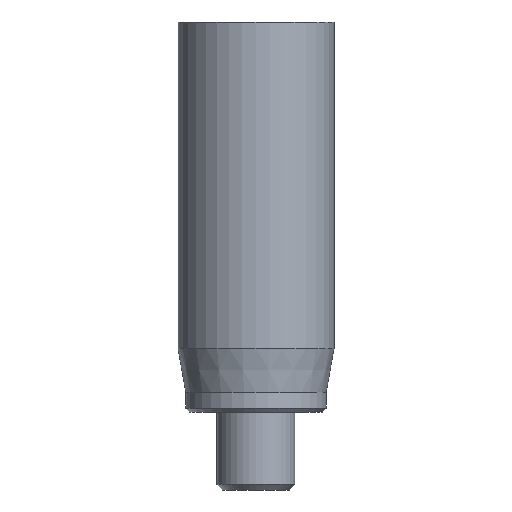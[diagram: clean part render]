
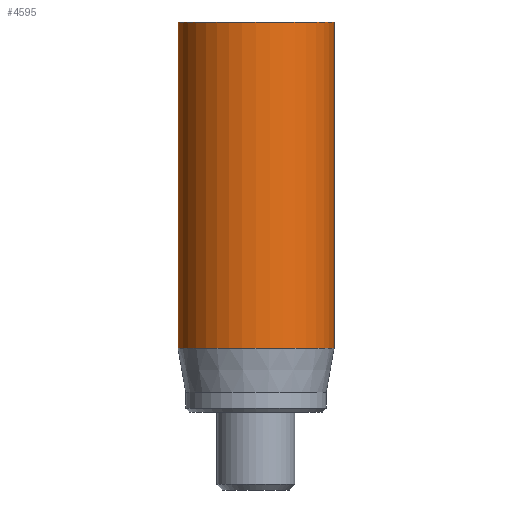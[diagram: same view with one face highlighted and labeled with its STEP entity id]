
A CAD part, front view. The second image highlights one B-rep face of the part: STEP entity #4595.
In plain terms, the highlighted cylindrical face has radius 4 mm (diameter 8 mm), a full revolution.
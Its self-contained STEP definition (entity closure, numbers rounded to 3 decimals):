
#40=CYLINDRICAL_SURFACE('',#4773,4.);
#58=CIRCLE('',#4739,4.);
#74=CIRCLE('',#4771,4.);
#75=CIRCLE('',#4772,4.);
#414=FACE_OUTER_BOUND('',#691,.T.);
#691=EDGE_LOOP('',(#4065,#4066,#4067,#4068,#4069));
#989=LINE('',#9097,#1291);
#1291=VECTOR('',#5255,4.);
#2071=VERTEX_POINT('',#9035);
#2087=VERTEX_POINT('',#9091);
#2088=VERTEX_POINT('',#9092);
#2730=EDGE_CURVE('',#2071,#2071,#58,.T.);
#2754=EDGE_CURVE('',#2087,#2088,#74,.T.);
#2755=EDGE_CURVE('',#2088,#2087,#75,.T.);
#2757=EDGE_CURVE('',#2071,#2087,#989,.T.);
#4065=ORIENTED_EDGE('',*,*,#2730,.T.);
#4066=ORIENTED_EDGE('',*,*,#2757,.T.);
#4067=ORIENTED_EDGE('',*,*,#2754,.T.);
#4068=ORIENTED_EDGE('',*,*,#2755,.T.);
#4069=ORIENTED_EDGE('',*,*,#2757,.F.);
#4595=ADVANCED_FACE('',(#414),#40,.T.);
#4739=AXIS2_PLACEMENT_3D('',#9036,#5176,#5177);
#4771=AXIS2_PLACEMENT_3D('',#9093,#5248,#5249);
#4772=AXIS2_PLACEMENT_3D('',#9094,#5250,#5251);
#4773=AXIS2_PLACEMENT_3D('',#9096,#5253,#5254);
#5176=DIRECTION('center_axis',(0.,0.,-1.));
#5177=DIRECTION('ref_axis',(-1.,0.,0.));
#5248=DIRECTION('center_axis',(0.,0.,1.));
#5249=DIRECTION('ref_axis',(-1.,0.,0.));
#5250=DIRECTION('center_axis',(0.,0.,1.));
#5251=DIRECTION('ref_axis',(-1.,0.,0.));
#5253=DIRECTION('center_axis',(0.,0.,1.));
#5254=DIRECTION('ref_axis',(-1.,0.,0.));
#5255=DIRECTION('',(0.,0.,-1.));
#9035=CARTESIAN_POINT('',(4.,0.,20.));
#9036=CARTESIAN_POINT('Origin',(0.,0.,20.));
#9091=CARTESIAN_POINT('',(4.,0.,3.269));
#9092=CARTESIAN_POINT('',(-4.,0.,3.269));
#9093=CARTESIAN_POINT('Origin',(0.,0.,3.269));
#9094=CARTESIAN_POINT('Origin',(0.,0.,3.269));
#9096=CARTESIAN_POINT('Origin',(0.,0.,0.));
#9097=CARTESIAN_POINT('',(4.,0.,0.));
